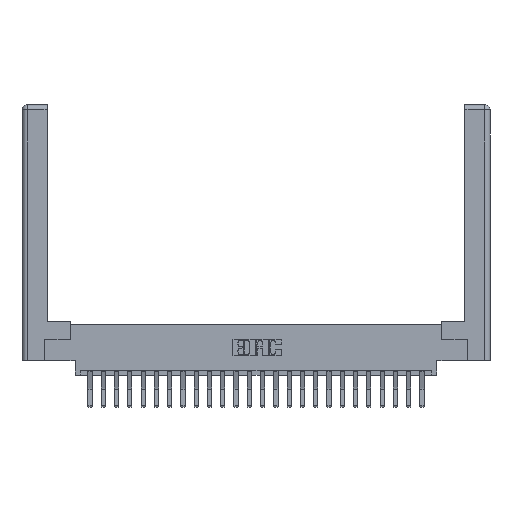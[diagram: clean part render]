
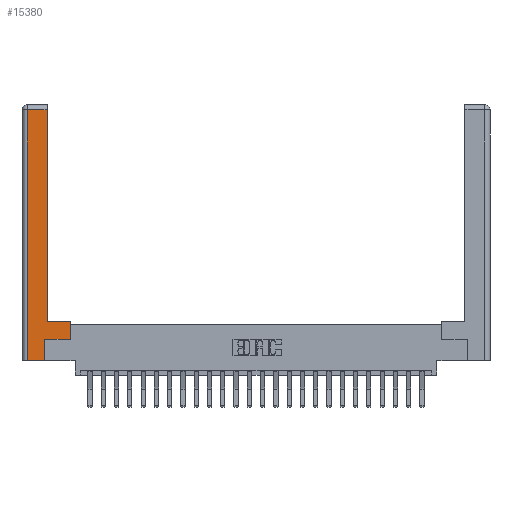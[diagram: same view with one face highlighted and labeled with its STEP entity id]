
A CAD part, top view. The second image highlights one B-rep face of the part: STEP entity #15380.
In plain terms, the highlighted planar face has unit normal (0, 0, 1).
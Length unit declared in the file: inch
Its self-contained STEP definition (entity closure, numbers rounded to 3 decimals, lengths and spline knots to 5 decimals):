
#696 = CARTESIAN_POINT ( 'NONE',  ( 0.0615, 2.94, 0. ) ) ;
#1129 = CARTESIAN_POINT ( 'NONE',  ( 0.295, 3., 0. ) ) ;
#1218 = DIRECTION ( 'NONE',  ( 0., 1., 0. ) ) ;
#1310 = CARTESIAN_POINT ( 'NONE',  ( 0.265, 0., 0. ) ) ;
#1471 = CARTESIAN_POINT ( 'NONE',  ( 0.295, 0.45, 0. ) ) ;
#2017 = FACE_OUTER_BOUND ( 'NONE', #9734, .T. ) ;
#2151 = CARTESIAN_POINT ( 'NONE',  ( 0.295, 2.94, 0. ) ) ;
#2542 = CARTESIAN_POINT ( 'NONE',  ( 0.565, 0.45, 0. ) ) ;
#2854 = DIRECTION ( 'NONE',  ( -1., 0., 0. ) ) ;
#3015 = LINE ( 'NONE', #24005, #7503 ) ;
#3652 = DIRECTION ( 'NONE',  ( -1., 0., 0. ) ) ;
#3776 = EDGE_CURVE ( 'NONE', #24299, #6170, #3015, .T. ) ;
#4402 = DIRECTION ( 'NONE',  ( 1., 0., 0. ) ) ;
#4563 = DIRECTION ( 'NONE',  ( 0., -1., 0. ) ) ;
#4970 = VERTEX_POINT ( 'NONE', #6589 ) ;
#5484 = CARTESIAN_POINT ( 'NONE',  ( 0.0615, 2.94, 0. ) ) ;
#6170 = VERTEX_POINT ( 'NONE', #6582 ) ;
#6272 = VECTOR ( 'NONE', #8530, 39.37008 ) ;
#6342 = LINE ( 'NONE', #9623, #23617 ) ;
#6582 = CARTESIAN_POINT ( 'NONE',  ( 0.0615, 0., 0. ) ) ;
#6589 = CARTESIAN_POINT ( 'NONE',  ( 0.565, 0.245, 0. ) ) ;
#7497 = VECTOR ( 'NONE', #24802, 39.37008 ) ;
#7503 = VECTOR ( 'NONE', #4563, 39.37008 ) ;
#7812 = EDGE_CURVE ( 'NONE', #19831, #24299, #13682, .T. ) ;
#7821 = VECTOR ( 'NONE', #1218, 39.37008 ) ;
#8137 = PLANE ( 'NONE',  #16289 ) ;
#8495 = CARTESIAN_POINT ( 'NONE',  ( 0.565, 0.45, 0. ) ) ;
#8519 = VERTEX_POINT ( 'NONE', #19774 ) ;
#8530 = DIRECTION ( 'NONE',  ( 0., 1., 0. ) ) ;
#8658 = EDGE_CURVE ( 'NONE', #12534, #8519, #12426, .T. ) ;
#8740 = CARTESIAN_POINT ( 'NONE',  ( 0., 0., 0. ) ) ;
#9623 = CARTESIAN_POINT ( 'NONE',  ( 0.265, 0., 0. ) ) ;
#9734 = EDGE_LOOP ( 'NONE', ( #14000, #19478, #22512, #19340, #24879, #12468, #20061, #22683 ) ) ;
#9944 = LINE ( 'NONE', #20864, #7497 ) ;
#10437 = VECTOR ( 'NONE', #23214, 39.37008 ) ;
#10804 = DIRECTION ( 'NONE',  ( 0., 1., 0. ) ) ;
#12356 = CARTESIAN_POINT ( 'NONE',  ( 0.265, 0.245, 0. ) ) ;
#12426 = LINE ( 'NONE', #12356, #17258 ) ;
#12428 = VERTEX_POINT ( 'NONE', #1471 ) ;
#12468 = ORIENTED_EDGE ( 'NONE', *, *, #15766, .T. ) ;
#12534 = VERTEX_POINT ( 'NONE', #1310 ) ;
#13579 = CARTESIAN_POINT ( 'NONE',  ( 0.565, 0.245, 0. ) ) ;
#13682 = LINE ( 'NONE', #5484, #24300 ) ;
#14000 = ORIENTED_EDGE ( 'NONE', *, *, #18924, .T. ) ;
#14711 = LINE ( 'NONE', #13579, #10437 ) ;
#15380 = ADVANCED_FACE ( 'NONE', ( #2017 ), #8137, .F. ) ;
#15398 = VERTEX_POINT ( 'NONE', #8495 ) ;
#15766 = EDGE_CURVE ( 'NONE', #8519, #4970, #14711, .T. ) ;
#16289 = AXIS2_PLACEMENT_3D ( 'NONE', #8740, #16558, #2854 ) ;
#16558 = DIRECTION ( 'NONE',  ( 0., 0., -1. ) ) ;
#17258 = VECTOR ( 'NONE', #10804, 39.37008 ) ;
#18090 = LINE ( 'NONE', #2542, #6272 ) ;
#18586 = EDGE_CURVE ( 'NONE', #6170, #12534, #6342, .T. ) ;
#18924 = EDGE_CURVE ( 'NONE', #12428, #19831, #22696, .T. ) ;
#19340 = ORIENTED_EDGE ( 'NONE', *, *, #18586, .T. ) ;
#19478 = ORIENTED_EDGE ( 'NONE', *, *, #7812, .T. ) ;
#19774 = CARTESIAN_POINT ( 'NONE',  ( 0.265, 0.245, 0. ) ) ;
#19831 = VERTEX_POINT ( 'NONE', #2151 ) ;
#20061 = ORIENTED_EDGE ( 'NONE', *, *, #20403, .T. ) ;
#20403 = EDGE_CURVE ( 'NONE', #4970, #15398, #18090, .T. ) ;
#20864 = CARTESIAN_POINT ( 'NONE',  ( 0.295, 0.45, 0. ) ) ;
#22512 = ORIENTED_EDGE ( 'NONE', *, *, #3776, .T. ) ;
#22683 = ORIENTED_EDGE ( 'NONE', *, *, #24967, .T. ) ;
#22696 = LINE ( 'NONE', #1129, #7821 ) ;
#23214 = DIRECTION ( 'NONE',  ( 1., 0., 0. ) ) ;
#23617 = VECTOR ( 'NONE', #4402, 39.37008 ) ;
#24005 = CARTESIAN_POINT ( 'NONE',  ( 0.0615, 0., 0. ) ) ;
#24299 = VERTEX_POINT ( 'NONE', #696 ) ;
#24300 = VECTOR ( 'NONE', #3652, 39.37008 ) ;
#24802 = DIRECTION ( 'NONE',  ( -1., 0., 0. ) ) ;
#24879 = ORIENTED_EDGE ( 'NONE', *, *, #8658, .T. ) ;
#24967 = EDGE_CURVE ( 'NONE', #15398, #12428, #9944, .T. ) ;
